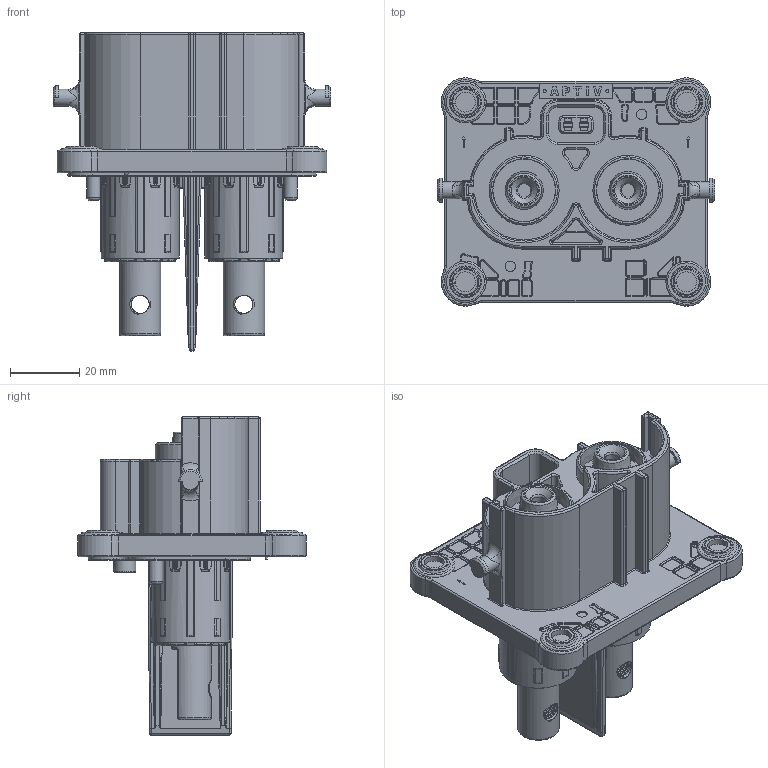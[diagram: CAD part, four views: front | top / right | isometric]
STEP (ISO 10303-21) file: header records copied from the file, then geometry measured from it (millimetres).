
FILE_DESCRIPTION(/* description */ (''),/* implementation_level */ '2;1');
FILE_NAME(/* name */ 'RCS 1100 Header.stp',/* time_stamp */ '2021-09-18T18:55:52+08:00',/* author */ (''),/* organization */ (''),/* preprocessor_version */ 'ST-DEVELOPER v16',/* originating_system */ 'SIEMENS PLM Software NX 11.0',/* authorisation */ '');
FILE_SCHEMA (('AUTOMOTIVE_DESIGN { 1 0 10303 214 3 1 1 1 }'));
Length unit declared in the file: millimetre
Products named in the file (1): 35339374-ENV01_01-KIT CODE A
Bounding box: 80.2 x 65.97 x 92 mm (x, y, z)
Volume: 105049.7 mm3; surface area: 34762.6 mm2
Topology: 1 solids, 17 shells, 4422 faces, 10800 edges, 6404 vertices
Faces by surface type: cylinder 1408, plane 1369, torus 713, bspline 552, cone 276, sphere 86, extrusion 18
Full cylindrical faces by diameter (mm): 0.896 x2, 3 x2, 3.885 x2, 4 x2, 5 x2, 7.85 x4, 8.35 x4, 11 x2, 13 x2, 20.255 x2, 22.5 x2
Entity records: 163566 total; most frequent: CARTESIAN_POINT 53341, ORIENTED_EDGE 20920, DIRECTION 20129, EDGE_CURVE 10460, AXIS2_PLACEMENT_3D 7792, VERTEX_POINT 6343, EDGE_LOOP 4707, VECTOR 4545
